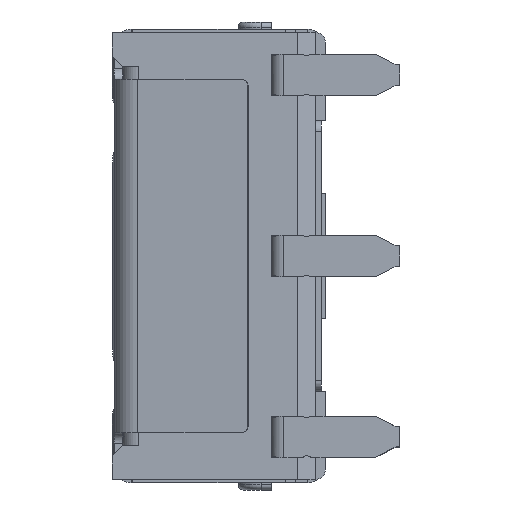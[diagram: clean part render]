
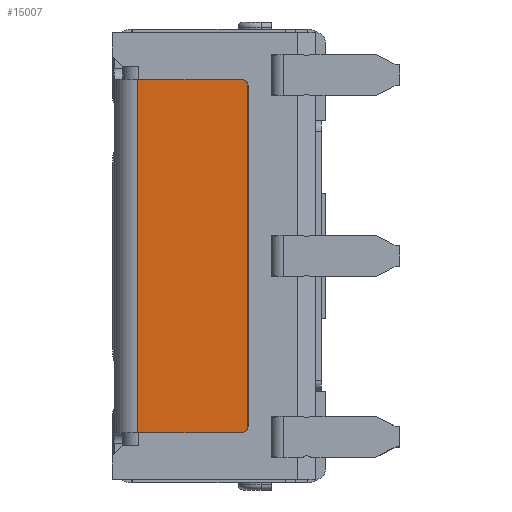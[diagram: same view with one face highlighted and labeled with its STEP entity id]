
A CAD part, left-side view. The second image highlights one B-rep face of the part: STEP entity #15007.
In plain terms, the highlighted planar face has unit normal (-0.998, 0.07, 0).
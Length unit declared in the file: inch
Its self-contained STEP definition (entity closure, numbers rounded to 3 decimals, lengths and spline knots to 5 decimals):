
#1108=DIRECTION('',(0.07,0.998,0.));
#1109=VECTOR('',#1108,0.09916);
#1110=CARTESIAN_POINT('',(-0.32986,0.09675,0.17));
#1111=LINE('',#1110,#1109);
#1112=CARTESIAN_POINT('',(-0.32986,0.09675,0.163));
#1113=DIRECTION('',(-0.998,0.07,0.));
#1114=DIRECTION('',(-0.07,-0.998,0.));
#1115=AXIS2_PLACEMENT_3D('',#1112,#1113,#1114);
#1117=DIRECTION('',(0.,0.,1.));
#1118=VECTOR('',#1117,0.326);
#1119=CARTESIAN_POINT('',(-0.33035,0.08977,-0.163));
#1120=LINE('',#1119,#1118);
#1121=CARTESIAN_POINT('',(-0.32986,0.09675,-0.163));
#1122=DIRECTION('',(-0.998,0.07,0.));
#1123=DIRECTION('',(0.,0.,-1.));
#1124=AXIS2_PLACEMENT_3D('',#1121,#1122,#1123);
#1126=DIRECTION('',(-0.07,-0.998,0.));
#1127=VECTOR('',#1126,0.09916);
#1128=CARTESIAN_POINT('',(-0.32294,0.19567,-0.17));
#1129=LINE('',#1128,#1127);
#1130=DIRECTION('',(0.,0.,-1.));
#1131=VECTOR('',#1130,0.34);
#1132=CARTESIAN_POINT('',(-0.32294,0.19567,0.17));
#1133=LINE('',#1132,#1131);
#13052=CARTESIAN_POINT('',(-0.32294,0.19567,0.17));
#13054=VERTEX_POINT('',#13052);
#13060=CARTESIAN_POINT('',(-0.32294,0.19567,-0.17));
#13062=VERTEX_POINT('',#13060);
#13132=CARTESIAN_POINT('',(-0.33035,0.08977,-0.163));
#13134=VERTEX_POINT('',#13132);
#13137=CARTESIAN_POINT('',(-0.32986,0.09675,-0.17));
#13138=VERTEX_POINT('',#13137);
#13140=CARTESIAN_POINT('',(-0.32986,0.09675,0.17));
#13142=VERTEX_POINT('',#13140);
#13145=CARTESIAN_POINT('',(-0.33035,0.08977,0.163));
#13146=VERTEX_POINT('',#13145);
#14990=CARTESIAN_POINT('',(-0.27538,0.87585,0.));
#14991=DIRECTION('',(0.998,-0.07,0.));
#14992=DIRECTION('',(0.,0.,-1.));
#14993=AXIS2_PLACEMENT_3D('',#14990,#14991,#14992);
#14994=PLANE('',#14993);
#14996=ORIENTED_EDGE('',*,*,#14995,.F.);
#14997=ORIENTED_EDGE('',*,*,#14924,.F.);
#14999=ORIENTED_EDGE('',*,*,#14998,.F.);
#15001=ORIENTED_EDGE('',*,*,#15000,.F.);
#15003=ORIENTED_EDGE('',*,*,#15002,.F.);
#15004=ORIENTED_EDGE('',*,*,#14982,.F.);
#15005=EDGE_LOOP('',(#14996,#14997,#14999,#15001,#15003,#15004));
#15006=FACE_OUTER_BOUND('',#15005,.F.);
#15007=ADVANCED_FACE('',(#15006),#14994,.F.);
#1116=CIRCLE('',#1115,0.007);
#1125=CIRCLE('',#1124,0.007);
#14924=EDGE_CURVE('',#13142,#13054,#1111,.T.);
#14982=EDGE_CURVE('',#13062,#13138,#1129,.T.);
#14995=EDGE_CURVE('',#13054,#13062,#1133,.T.);
#14998=EDGE_CURVE('',#13146,#13142,#1116,.T.);
#15000=EDGE_CURVE('',#13134,#13146,#1120,.T.);
#15002=EDGE_CURVE('',#13138,#13134,#1125,.T.);
